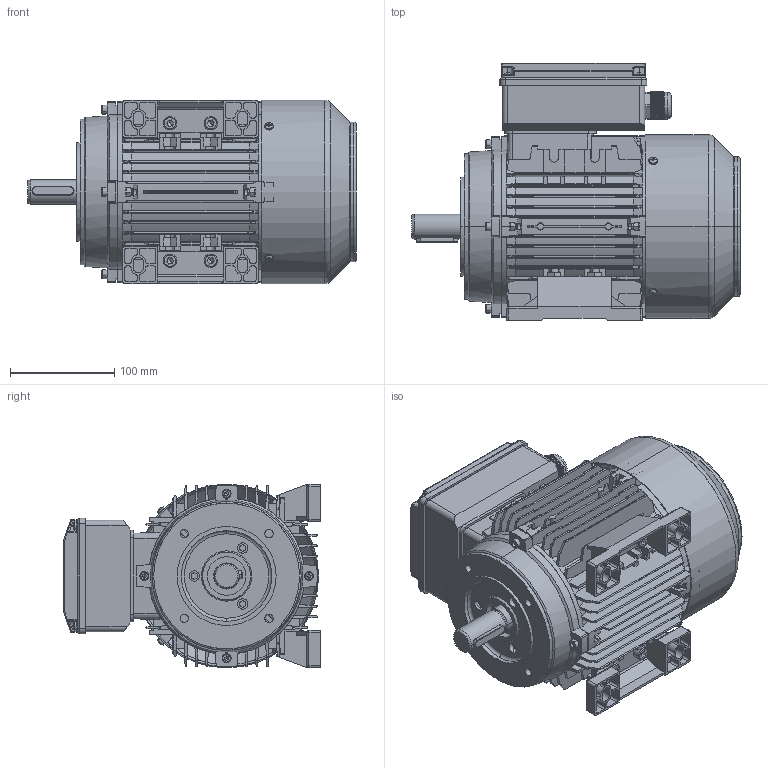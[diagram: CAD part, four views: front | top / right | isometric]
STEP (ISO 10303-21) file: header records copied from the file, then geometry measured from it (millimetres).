
FILE_DESCRIPTION (( 'STEP AP203' ), '1' );
FILE_NAME ('MY2 90S B34 臏源.STEP', '2024-09-05T01:54:43', ( '' ), ( '' ), 'SwSTEP 2.0', 'SolidWorks 2023', '' );
FILE_SCHEMA (( 'CONFIG_CONTROL_DESIGN' ));
Length unit declared in the file: millimetre
Products named in the file (19): 90风叶; M20×1.5螺套; MY80-MY100接线盒盖 方; hexagon socket head cap screws gb_GB_FASTENER_SCREWS_HSHCS M8X25-N; hexagon nuts grade c gb_GB_FASTENER_NUT_SNC1 M5-N; MY2 90S B34 铝方; hexagon nuts grade c gb_GB_FASTENER_NUT_SNC1 M8-N; plain parallel keys_GB_CONNECTING_PIECE_KEYS_CSK 8X40; TA90B14法兰1; hexagon socket head cap screws gb_GB_FASTENER_SCREWS_HSHCS M5X25-N; T90S底脚; cross recessed thread forming screws gb_GB_CROSS_SCREWS_TYPE138 M4X12-N; TA90后盖1; MY80-100接线盒总成 铝 方; T90S转轴; cross recessed pan head screws gb_GB_CROSS_SCREWS_TYPE1 M4X12-12  H type-N; TA90风罩; MY80-MY100接线盒座 方; T90S机壳
Assembly tree (45 placements, depth 3):
  MY2 90S B34 铝方
    T90S机壳
    T90S底脚  x2
    T90S转轴
    TA90风罩
    TA90后盖1
    90风叶
    cross recessed thread forming screws gb_GB_CROSS_SCREWS_TYPE138 M4X12-N  x4
    hexagon nuts grade c gb_GB_FASTENER_NUT_SNC1 M8-N  x4
    hexagon socket head cap screws gb_GB_FASTENER_SCREWS_HSHCS M8X25-N  x4
    plain parallel keys_GB_CONNECTING_PIECE_KEYS_CSK 8X40
    hexagon nuts grade c gb_GB_FASTENER_NUT_SNC1 M5-N  x8
    hexagon socket head cap screws gb_GB_FASTENER_SCREWS_HSHCS M5X25-N  x8
    TA90B14法兰1
    MY80-100接线盒总成 铝 方
      MY80-MY100接线盒座 方
      MY80-MY100接线盒盖 方
      M20×1.5螺套
      cross recessed pan head screws gb_GB_CROSS_SCREWS_TYPE1 M4X12-12  H type-N  x4
Bounding box: 315 x 246.5 x 176.5 mm (x, y, z)
Volume: 1348155.8 mm3; surface area: 874293.1 mm2
Topology: 48 solids, 48 shells, 4136 faces, 11061 edges, 7095 vertices
Faces by surface type: plane 2500, cylinder 1163, cone 249, torus 138, sphere 72, bspline 14
Entity records: 117107 total; most frequent: CARTESIAN_POINT 28379, ORIENTED_EDGE 18746, DIRECTION 16971, EDGE_CURVE 9373, VERTEX_POINT 6045, VECTOR 5891, LINE 5891, AXIS2_PLACEMENT_3D 5540
